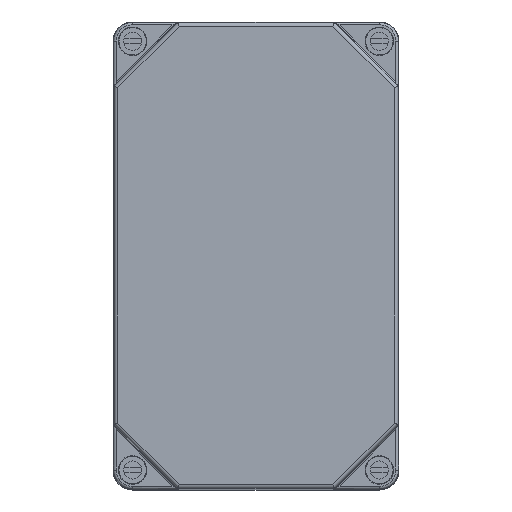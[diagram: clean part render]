
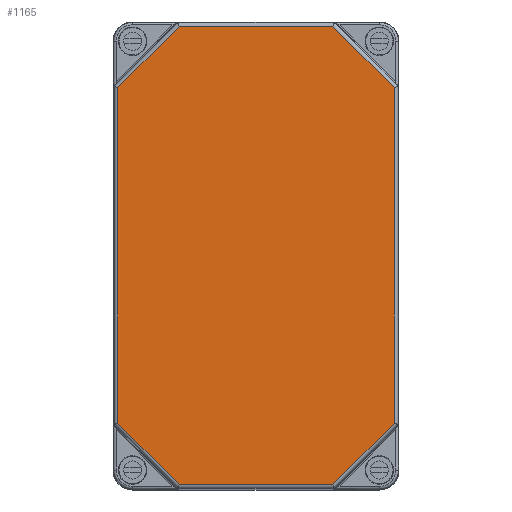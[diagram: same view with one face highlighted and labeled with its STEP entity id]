
A CAD part, top view. The second image highlights one B-rep face of the part: STEP entity #1165.
In plain terms, the highlighted planar face has unit normal (0, 0, 1).
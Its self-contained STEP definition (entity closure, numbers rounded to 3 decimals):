
#1165 = ADVANCED_FACE( '', ( #2812 ), #2813, .T. );
#2812 = FACE_OUTER_BOUND( '', #5045, .T. );
#2813 = PLANE( '', #5046 );
#5045 = EDGE_LOOP( '', ( #8234, #8235, #8236, #8237, #8238, #8239, #8240, #8241 ) );
#5046 = AXIS2_PLACEMENT_3D( '', #8242, #8243, #8244 );
#8234 = ORIENTED_EDGE( '', *, *, #13130, .T. );
#8235 = ORIENTED_EDGE( '', *, *, #13335, .F. );
#8236 = ORIENTED_EDGE( '', *, *, #13336, .T. );
#8237 = ORIENTED_EDGE( '', *, *, #12681, .F. );
#8238 = ORIENTED_EDGE( '', *, *, #13337, .T. );
#8239 = ORIENTED_EDGE( '', *, *, #13338, .T. );
#8240 = ORIENTED_EDGE( '', *, *, #13339, .T. );
#8241 = ORIENTED_EDGE( '', *, *, #12471, .T. );
#8242 = CARTESIAN_POINT( '', ( 0., 0., 92.5 ) );
#8243 = DIRECTION( '', ( 0., 0., 1. ) );
#8244 = DIRECTION( '', ( 1., 0., 0. ) );
#12471 = EDGE_CURVE( '', #14737, #14735, #14738, .T. );
#12681 = EDGE_CURVE( '', #15103, #15106, #15107, .T. );
#13130 = EDGE_CURVE( '', #14735, #15862, #15864, .T. );
#13335 = EDGE_CURVE( '', #16190, #15862, #16191, .T. );
#13336 = EDGE_CURVE( '', #16190, #15106, #16192, .T. );
#13337 = EDGE_CURVE( '', #15103, #16193, #16194, .T. );
#13338 = EDGE_CURVE( '', #16193, #16195, #16196, .T. );
#13339 = EDGE_CURVE( '', #16195, #14737, #16197, .T. );
#14735 = VERTEX_POINT( '', #18058 );
#14737 = VERTEX_POINT( '', #18060 );
#14738 = LINE( '', #18061, #18062 );
#15103 = VERTEX_POINT( '', #18552 );
#15106 = VERTEX_POINT( '', #18555 );
#15107 = LINE( '', #18556, #18557 );
#15862 = VERTEX_POINT( '', #19582 );
#15864 = LINE( '', #19584, #19585 );
#16190 = VERTEX_POINT( '', #20012 );
#16191 = LINE( '', #20013, #20014 );
#16192 = LINE( '', #20015, #20016 );
#16193 = VERTEX_POINT( '', #20017 );
#16194 = LINE( '', #20018, #20019 );
#16195 = VERTEX_POINT( '', #20020 );
#16196 = LINE( '', #20021, #20022 );
#16197 = LINE( '', #20023, #20024 );
#18058 = CARTESIAN_POINT( '', ( -53.182, -64.546, 92.5 ) );
#18060 = CARTESIAN_POINT( '', ( -53.182, 64.546, 92.5 ) );
#18061 = CARTESIAN_POINT( '', ( -53.182, 150., 92.5 ) );
#18062 = VECTOR( '', #22483, 1000. );
#18552 = CARTESIAN_POINT( '', ( 53.182, 64.546, 92.5 ) );
#18555 = CARTESIAN_POINT( '', ( 53.182, -64.546, 92.5 ) );
#18556 = CARTESIAN_POINT( '', ( 53.182, 150., 92.5 ) );
#18557 = VECTOR( '', #22763, 1000. );
#19582 = CARTESIAN_POINT( '', ( -29.546, -88.182, 92.5 ) );
#19584 = CARTESIAN_POINT( '', ( -59.042, -58.686, 92.5 ) );
#19585 = VECTOR( '', #23330, 1000. );
#20012 = CARTESIAN_POINT( '', ( 29.546, -88.182, 92.5 ) );
#20013 = CARTESIAN_POINT( '', ( 100., -88.182, 92.5 ) );
#20014 = VECTOR( '', #23612, 1000. );
#20015 = CARTESIAN_POINT( '', ( 23.686, -94.042, 92.5 ) );
#20016 = VECTOR( '', #23613, 1000. );
#20017 = CARTESIAN_POINT( '', ( 29.546, 88.182, 92.5 ) );
#20018 = CARTESIAN_POINT( '', ( 59.042, 58.686, 92.5 ) );
#20019 = VECTOR( '', #23614, 1000. );
#20020 = CARTESIAN_POINT( '', ( -29.546, 88.182, 92.5 ) );
#20021 = CARTESIAN_POINT( '', ( 100., 88.182, 92.5 ) );
#20022 = VECTOR( '', #23615, 1000. );
#20023 = CARTESIAN_POINT( '', ( -23.686, 94.042, 92.5 ) );
#20024 = VECTOR( '', #23616, 1000. );
#22483 = DIRECTION( '', ( 0., -1., 0. ) );
#22763 = DIRECTION( '', ( 0., -1., 0. ) );
#23330 = DIRECTION( '', ( 0.707, -0.707, 0. ) );
#23612 = DIRECTION( '', ( -1., 0., 0. ) );
#23613 = DIRECTION( '', ( 0.707, 0.707, 0. ) );
#23614 = DIRECTION( '', ( -0.707, 0.707, 0. ) );
#23615 = DIRECTION( '', ( -1., 0., 0. ) );
#23616 = DIRECTION( '', ( -0.707, -0.707, 0. ) );
